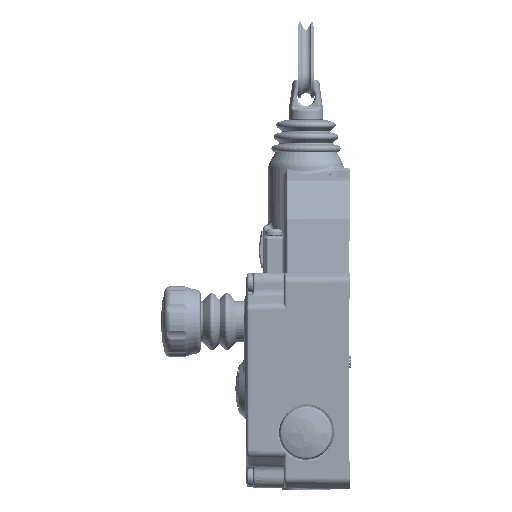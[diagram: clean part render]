
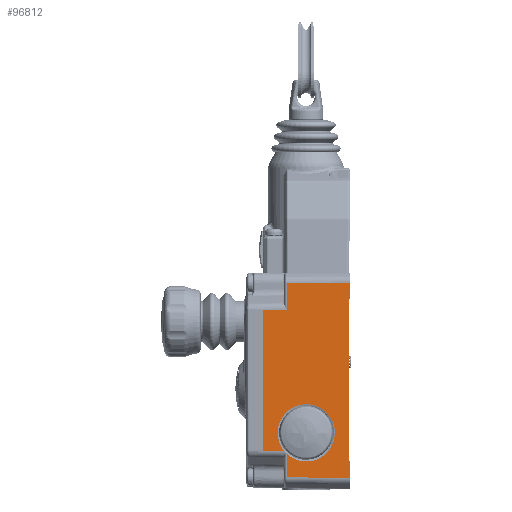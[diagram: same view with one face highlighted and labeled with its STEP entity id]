
A CAD part, left-side view. The second image highlights one B-rep face of the part: STEP entity #96812.
In plain terms, the highlighted planar face has unit normal (-1, 0.018, 0).
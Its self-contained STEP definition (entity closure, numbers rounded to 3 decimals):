
#9725=DIRECTION('',(0.,0.,-1.));
#9726=VECTOR('',#9725,65.283);
#9727=CARTESIAN_POINT('',(-41.,20.,
-17.358));
#9728=LINE('',#9727,#9726);
#9737=DIRECTION('',(-0.017,-1.,0.021));
#9738=VECTOR('',#9737,10.987);
#9739=CARTESIAN_POINT('',(-41.,20.,
-17.358));
#9740=LINE('',#9739,#9738);
#9741=DIRECTION('',(-0.017,-1.,0.01));
#9742=VECTOR('',#9741,29.523);
#9743=CARTESIAN_POINT('',(-41.192,9.017,
-4.91));
#9744=LINE('',#9743,#9742);
#9745=DIRECTION('',(0.017,1.,0.01));
#9746=VECTOR('',#9745,29.523);
#9747=CARTESIAN_POINT('',(-41.707,-20.5,-95.388));
#9748=LINE('',#9747,#9746);
#9749=CARTESIAN_POINT('',(-41.192,9.017,
-84.104));
#9750=CARTESIAN_POINT('',(-41.204,8.329,
-84.762));
#9751=CARTESIAN_POINT('',(-41.23,6.847,
-85.901));
#9752=CARTESIAN_POINT('',(-41.275,4.268,
-87.127));
#9753=CARTESIAN_POINT('',(-41.323,1.506,
-87.771));
#9754=CARTESIAN_POINT('',(-41.372,-1.331,
-87.819));
#9755=CARTESIAN_POINT('',(-41.421,-4.104,
-87.271));
#9756=CARTESIAN_POINT('',(-41.466,-6.705,
-86.152));
#9757=CARTESIAN_POINT('',(-41.506,-9.014,
-84.51));
#9758=CARTESIAN_POINT('',(-41.54,-10.929,
-82.418));
#9759=CARTESIAN_POINT('',(-41.565,-12.362,
-79.972));
#9760=CARTESIAN_POINT('',(-41.58,-13.25,
-77.259));
#9761=CARTESIAN_POINT('',(-41.584,-13.449,
-75.401));
#9762=CARTESIAN_POINT('',(-41.584,-13.448,
-74.449));
#9764=CARTESIAN_POINT('',(-41.584,-13.448,
-74.449));
#9765=CARTESIAN_POINT('',(-41.584,-13.449,
-73.513));
#9766=CARTESIAN_POINT('',(-41.58,-13.256,
-71.683));
#9767=CARTESIAN_POINT('',(-41.565,-12.393,
-69.001));
#9768=CARTESIAN_POINT('',(-41.541,-10.99,
-66.57));
#9769=CARTESIAN_POINT('',(-41.509,-9.134,
-64.499));
#9770=CARTESIAN_POINT('',(-41.469,-6.859,
-62.836));
#9771=CARTESIAN_POINT('',(-41.424,-4.292,
-61.689));
#9772=CARTESIAN_POINT('',(-41.376,-1.545,
-61.103));
#9773=CARTESIAN_POINT('',(-41.327,1.254,
-61.102));
#9774=CARTESIAN_POINT('',(-41.279,3.988,
-61.682));
#9775=CARTESIAN_POINT('',(-41.235,6.543,
-62.819));
#9776=CARTESIAN_POINT('',(-41.195,8.806,
-64.466));
#9777=CARTESIAN_POINT('',(-41.163,10.663,
-66.531));
#9778=CARTESIAN_POINT('',(-41.138,12.068,
-68.958));
#9779=CARTESIAN_POINT('',(-41.123,12.94,
-71.655));
#9780=CARTESIAN_POINT('',(-41.12,13.134,
-73.503));
#9781=CARTESIAN_POINT('',(-41.12,13.134,
-74.448));
#9783=CARTESIAN_POINT('',(-41.12,13.134,
-74.448));
#9784=CARTESIAN_POINT('',(-41.12,13.134,
-75.213));
#9785=CARTESIAN_POINT('',(-41.122,13.007,
-76.715));
#9786=CARTESIAN_POINT('',(-41.132,12.436,
-78.923));
#9787=CARTESIAN_POINT('',(-41.148,11.498,
-81.001));
#9788=CARTESIAN_POINT('',(-41.163,10.655,
-82.251));
#9789=CARTESIAN_POINT('',(-41.171,10.176,
-82.845));
#9791=DIRECTION('',(0.017,1.,0.021));
#9792=VECTOR('',#9791,9.827);
#9793=CARTESIAN_POINT('',(-41.171,10.176,
-82.845));
#9794=LINE('',#9793,#9792);
#10563=DIRECTION('',(0.,0.,1.));
#10564=VECTOR('',#10563,75.204);
#10565=CARTESIAN_POINT('',(-41.698,-20.,-87.602));
#10566=LINE('',#10565,#10564);
#12168=DIRECTION('',(-0.017,-1.,0.017));
#12169=VECTOR('',#12168,0.5);
#12170=CARTESIAN_POINT('',(-41.698,-20.,-12.398));
#12171=LINE('',#12170,#12169);
#12214=DIRECTION('',(0.,0.,1.));
#12215=VECTOR('',#12214,7.777);
#12216=CARTESIAN_POINT('',(-41.707,-20.5,-12.389));
#12217=LINE('',#12216,#12215);
#12336=DIRECTION('',(0.,0.,-1.));
#12337=VECTOR('',#12336,12.221);
#12338=CARTESIAN_POINT('',(-41.192,9.017,
-4.91));
#12339=LINE('',#12338,#12337);
#40394=DIRECTION('',(0.,0.,1.));
#40395=VECTOR('',#40394,7.777);
#40396=CARTESIAN_POINT('',(-41.707,-20.5,-95.388));
#40397=LINE('',#40396,#40395);
#40634=DIRECTION('',(0.,0.,-1.));
#40635=VECTOR('',#40634,10.986);
#40636=CARTESIAN_POINT('',(-41.192,9.017,
-84.104));
#40637=LINE('',#40636,#40635);
#41048=DIRECTION('',(0.017,1.,0.017));
#41049=VECTOR('',#41048,0.5);
#41050=CARTESIAN_POINT('',(-41.707,-20.5,-87.611));
#41051=LINE('',#41050,#41049);
#67313=CARTESIAN_POINT('',(-41.698,-20.,-87.602));
#67314=VERTEX_POINT('',#67313);
#67315=CARTESIAN_POINT('',(-41.698,-20.,-12.398));
#67316=VERTEX_POINT('',#67315);
#68375=CARTESIAN_POINT('',(-41.707,-20.5,-12.389));
#68376=VERTEX_POINT('',#68375);
#68377=CARTESIAN_POINT('',(-41.,20.,
-17.358));
#68378=CARTESIAN_POINT('',(-41.,20.,
-82.641));
#68379=VERTEX_POINT('',#68377);
#68380=VERTEX_POINT('',#68378);
#68381=CARTESIAN_POINT('',(-41.192,9.017,
-17.131));
#68382=VERTEX_POINT('',#68381);
#68383=CARTESIAN_POINT('',(-41.192,9.017,
-4.91));
#68384=VERTEX_POINT('',#68383);
#68385=CARTESIAN_POINT('',(-41.707,-20.5,-4.612));
#68386=VERTEX_POINT('',#68385);
#68387=CARTESIAN_POINT('',(-41.707,-20.5,-87.611));
#68388=VERTEX_POINT('',#68387);
#68389=CARTESIAN_POINT('',(-41.707,-20.5,-95.388));
#68390=VERTEX_POINT('',#68389);
#68391=CARTESIAN_POINT('',(-41.192,9.017,
-95.09));
#68392=VERTEX_POINT('',#68391);
#68393=CARTESIAN_POINT('',(-41.192,9.017,
-84.104));
#68394=VERTEX_POINT('',#68393);
#68395=VERTEX_POINT('',#9762);
#68396=VERTEX_POINT('',#9781);
#68397=VERTEX_POINT('',#9789);
#96777=CARTESIAN_POINT('',(-41.,20.,-98.631));
#96778=DIRECTION('',(-1.,0.017,0.));
#96779=DIRECTION('',(0.,0.,1.));
#96780=AXIS2_PLACEMENT_3D('',#96777,#96778,#96779);
#96781=PLANE('',#96780);
#96782=ORIENTED_EDGE('',*,*,#96768,.F.);
#96784=ORIENTED_EDGE('',*,*,#96783,.T.);
#96786=ORIENTED_EDGE('',*,*,#96785,.F.);
#96788=ORIENTED_EDGE('',*,*,#96787,.T.);
#96790=ORIENTED_EDGE('',*,*,#96789,.F.);
#96792=ORIENTED_EDGE('',*,*,#96791,.F.);
#96794=ORIENTED_EDGE('',*,*,#96793,.F.);
#96796=ORIENTED_EDGE('',*,*,#96795,.F.);
#96798=ORIENTED_EDGE('',*,*,#96797,.F.);
#96800=ORIENTED_EDGE('',*,*,#96799,.T.);
#96802=ORIENTED_EDGE('',*,*,#96801,.F.);
#96804=ORIENTED_EDGE('',*,*,#96803,.T.);
#96806=ORIENTED_EDGE('',*,*,#96805,.T.);
#96808=ORIENTED_EDGE('',*,*,#96807,.T.);
#96809=ORIENTED_EDGE('',*,*,#96255,.T.);
#96810=EDGE_LOOP('',(#96782,#96784,#96786,#96788,#96790,#96792,#96794,#96796,
#96798,#96800,#96802,#96804,#96806,#96808,#96809));
#96811=FACE_OUTER_BOUND('',#96810,.F.);
#96812=ADVANCED_FACE('',(#96811),#96781,.T.);
#9763=B_SPLINE_CURVE_WITH_KNOTS('',3,(#9749,#9750,#9751,#9752,#9753,#9754,#9755,
#9756,#9757,#9758,#9759,#9760,#9761,#9762),.UNSPECIFIED.,.F.,.F.,(4,1,1,1,1,1,1,
1,1,1,1,4),(0.,0.091,0.182,0.273,
0.364,0.455,0.545,0.636,
0.727,0.818,0.909,1.),.UNSPECIFIED.);
#9782=B_SPLINE_CURVE_WITH_KNOTS('',3,(#9764,#9765,#9766,#9767,#9768,#9769,#9770,
#9771,#9772,#9773,#9774,#9775,#9776,#9777,#9778,#9779,#9780,#9781),
.UNSPECIFIED.,.F.,.F.,(4,1,1,1,1,1,1,1,1,1,1,1,1,1,1,4),(0.,0.067,
0.133,0.2,0.267,0.333,0.4,
0.467,0.533,0.6,0.667,0.733,
0.8,0.867,0.933,1.),.UNSPECIFIED.);
#9790=B_SPLINE_CURVE_WITH_KNOTS('',3,(#9783,#9784,#9785,#9786,#9787,#9788,
#9789),.UNSPECIFIED.,.F.,.F.,(4,1,1,1,4),(0.,0.25,0.5,0.75,1.),
.UNSPECIFIED.);
#96255=EDGE_CURVE('',#68397,#68380,#9794,.T.);
#96768=EDGE_CURVE('',#68379,#68380,#9728,.T.);
#96783=EDGE_CURVE('',#68379,#68382,#9740,.T.);
#96785=EDGE_CURVE('',#68384,#68382,#12339,.T.);
#96787=EDGE_CURVE('',#68384,#68386,#9744,.T.);
#96789=EDGE_CURVE('',#68376,#68386,#12217,.T.);
#96791=EDGE_CURVE('',#67316,#68376,#12171,.T.);
#96793=EDGE_CURVE('',#67314,#67316,#10566,.T.);
#96795=EDGE_CURVE('',#68388,#67314,#41051,.T.);
#96797=EDGE_CURVE('',#68390,#68388,#40397,.T.);
#96799=EDGE_CURVE('',#68390,#68392,#9748,.T.);
#96801=EDGE_CURVE('',#68394,#68392,#40637,.T.);
#96803=EDGE_CURVE('',#68394,#68395,#9763,.T.);
#96805=EDGE_CURVE('',#68395,#68396,#9782,.T.);
#96807=EDGE_CURVE('',#68396,#68397,#9790,.T.);
